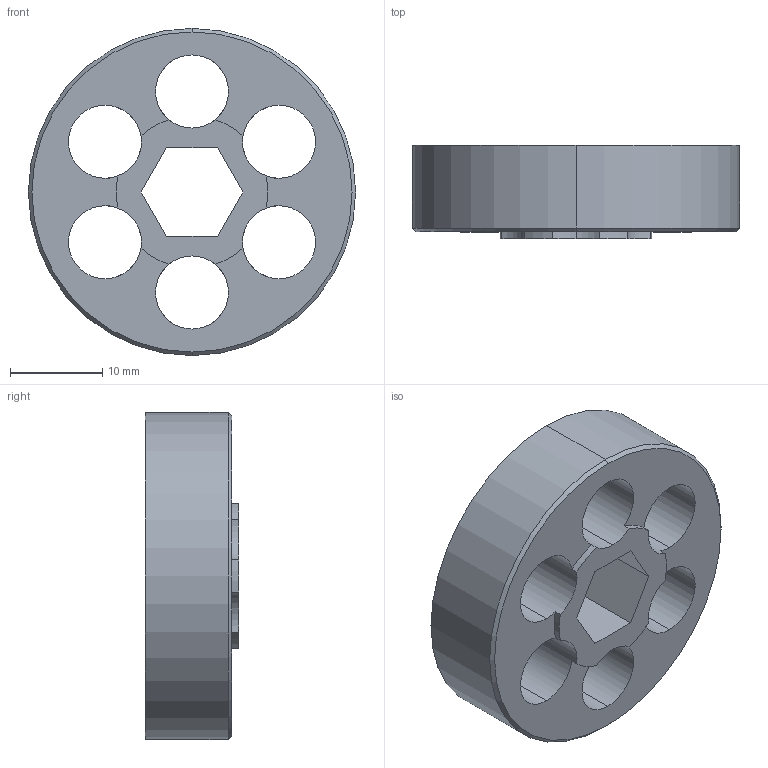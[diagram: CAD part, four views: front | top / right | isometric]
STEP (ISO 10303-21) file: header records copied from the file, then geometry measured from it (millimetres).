
FILE_DESCRIPTION (( 'STEP AP214' ), '1' );
FILE_NAME ('am-0025 28T Medium Cluster Gear.STEP', '2015-12-21T17:59:27', ( '' ), ( '' ), 'SwSTEP 2.0', 'SolidWorks 2014', '' );
FILE_SCHEMA (( 'AUTOMOTIVE_DESIGN' ));
Length unit declared in the file: millimetre
Products named in the file (1): am-0025 28T Medium Cluster Gear
Bounding box: 35.56 x 10.16 x 35.56 mm (x, y, z)
Volume: 5871.2 mm3; surface area: 4042.7 mm2
Topology: 1 solids, 1 shells, 31 faces, 100 edges, 66 vertices
Faces by surface type: cylinder 20, plane 9, cone 2
Entity records: 1194 total; most frequent: DIRECTION 218, ORIENTED_EDGE 200, CARTESIAN_POINT 198, EDGE_CURVE 100, AXIS2_PLACEMENT_3D 86, VERTEX_POINT 66, CIRCLE 54, VECTOR 46
